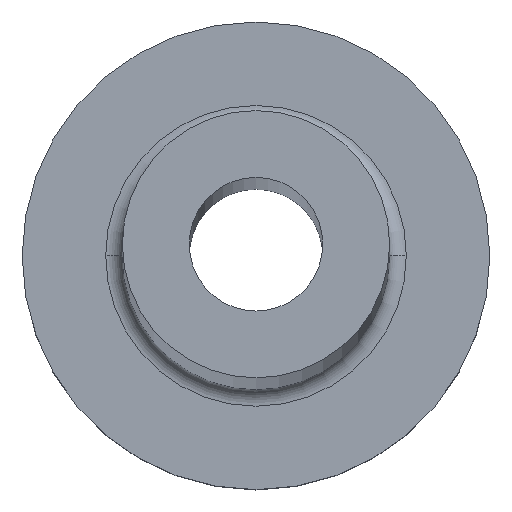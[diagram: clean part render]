
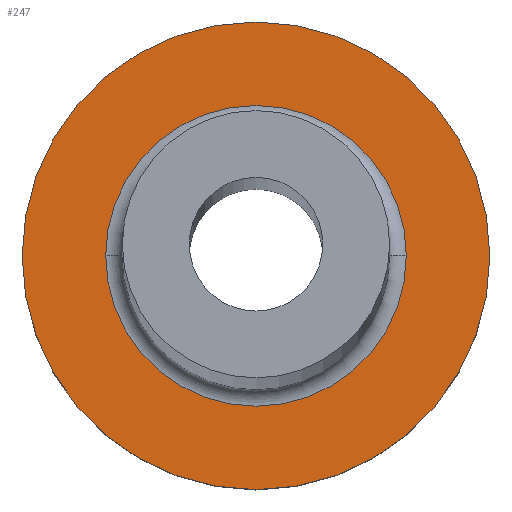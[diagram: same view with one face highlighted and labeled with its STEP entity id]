
A CAD part, top view. The second image highlights one B-rep face of the part: STEP entity #247.
In plain terms, the highlighted planar face has unit normal (0, 0, 1).
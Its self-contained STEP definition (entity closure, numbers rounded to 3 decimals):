
#4 = EDGE_LOOP ( 'NONE', ( #348, #85 ) ) ;
#5 = CIRCLE ( 'NONE', #248, 4.5 ) ;
#8 = DIRECTION ( 'NONE',  ( 1., 0., 0. ) ) ;
#30 = VERTEX_POINT ( 'NONE', #180 ) ;
#41 = VERTEX_POINT ( 'NONE', #175 ) ;
#45 = CIRCLE ( 'NONE', #116, 7. ) ;
#63 = FACE_BOUND ( 'NONE', #4, .T. ) ;
#72 = CARTESIAN_POINT ( 'NONE',  ( 0., 0., 5. ) ) ;
#85 = ORIENTED_EDGE ( 'NONE', *, *, #305, .T. ) ;
#86 = EDGE_CURVE ( 'NONE', #30, #167, #330, .T. ) ;
#105 = CARTESIAN_POINT ( 'NONE',  ( 0., 0., 5. ) ) ;
#106 = EDGE_CURVE ( 'NONE', #167, #30, #45, .T. ) ;
#109 = AXIS2_PLACEMENT_3D ( 'NONE', #105, #258, #172 ) ;
#111 = VERTEX_POINT ( 'NONE', #128 ) ;
#116 = AXIS2_PLACEMENT_3D ( 'NONE', #178, #358, #268 ) ;
#127 = CARTESIAN_POINT ( 'NONE',  ( 0., 0., 5. ) ) ;
#128 = CARTESIAN_POINT ( 'NONE',  ( 4.5, 0., 5. ) ) ;
#134 = EDGE_CURVE ( 'NONE', #111, #41, #321, .T. ) ;
#145 = FACE_OUTER_BOUND ( 'NONE', #212, .T. ) ;
#152 = DIRECTION ( 'NONE',  ( 0., 0., -1. ) ) ;
#165 = AXIS2_PLACEMENT_3D ( 'NONE', #72, #188, #174 ) ;
#167 = VERTEX_POINT ( 'NONE', #183 ) ;
#172 = DIRECTION ( 'NONE',  ( 1., 0., 0. ) ) ;
#174 = DIRECTION ( 'NONE',  ( 1., 0., 0. ) ) ;
#175 = CARTESIAN_POINT ( 'NONE',  ( -4.5, 0., 5. ) ) ;
#178 = CARTESIAN_POINT ( 'NONE',  ( 0., 0., 5. ) ) ;
#180 = CARTESIAN_POINT ( 'NONE',  ( 7., 0., 5. ) ) ;
#183 = CARTESIAN_POINT ( 'NONE',  ( -7., 0., 5. ) ) ;
#184 = ORIENTED_EDGE ( 'NONE', *, *, #86, .T. ) ;
#188 = DIRECTION ( 'NONE',  ( 0., 0., 1. ) ) ;
#212 = EDGE_LOOP ( 'NONE', ( #220, #184 ) ) ;
#219 = DIRECTION ( 'NONE',  ( 1., 0., 0. ) ) ;
#220 = ORIENTED_EDGE ( 'NONE', *, *, #106, .T. ) ;
#247 = ADVANCED_FACE ( 'NONE', ( #63, #145 ), #379, .T. ) ;
#248 = AXIS2_PLACEMENT_3D ( 'NONE', #127, #376, #219 ) ;
#258 = DIRECTION ( 'NONE',  ( 0., 0., 1. ) ) ;
#268 = DIRECTION ( 'NONE',  ( 1., 0., 0. ) ) ;
#269 = CARTESIAN_POINT ( 'NONE',  ( 0., 0., 5. ) ) ;
#305 = EDGE_CURVE ( 'NONE', #41, #111, #5, .T. ) ;
#321 = CIRCLE ( 'NONE', #375, 4.5 ) ;
#330 = CIRCLE ( 'NONE', #165, 7. ) ;
#348 = ORIENTED_EDGE ( 'NONE', *, *, #134, .T. ) ;
#358 = DIRECTION ( 'NONE',  ( 0., 0., 1. ) ) ;
#375 = AXIS2_PLACEMENT_3D ( 'NONE', #269, #152, #8 ) ;
#376 = DIRECTION ( 'NONE',  ( 0., 0., -1. ) ) ;
#379 = PLANE ( 'NONE',  #109 ) ;
